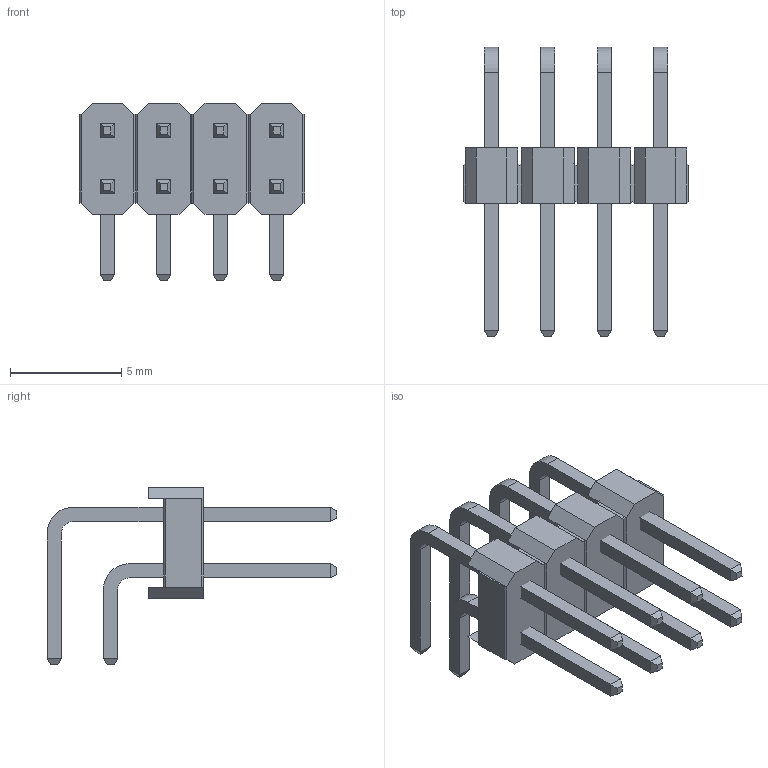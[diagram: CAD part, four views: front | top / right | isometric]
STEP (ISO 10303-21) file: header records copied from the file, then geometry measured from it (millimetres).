
FILE_DESCRIPTION(('STEP AP214'), '1');
FILE_NAME('DS1022-2x5RF11', '2017-07-15T11:40:40', ('Nobody'), (''), 'ASCON STEP Converter 1.3', 'ASCON Math Kernel', '');
FILE_SCHEMA(('AUTOMOTIVE_DESIGN { 1 0 10303 214 3 1 1}'));
Length unit declared in the file: millimetre
Assembly tree (5 placements, depth 2):
  (unnamed)
    (unnamed)
    (unnamed)  x4
Bounding box: 10.16 x 13.04 x 8 mm (x, y, z)
Volume: 145.2 mm3; surface area: 522.8 mm2
Topology: 9 solids, 9 shells, 220 faces, 494 edges, 292 vertices
Faces by surface type: plane 204, cylinder 16
Entity records: 4123 total; most frequent: CARTESIAN_POINT 520, ORIENTED_EDGE 508, DIRECTION 498, EDGE_CURVE 254, LINE 246, VECTOR 246, VERTEX_POINT 148, AXIS2_PLACEMENT_3D 126
